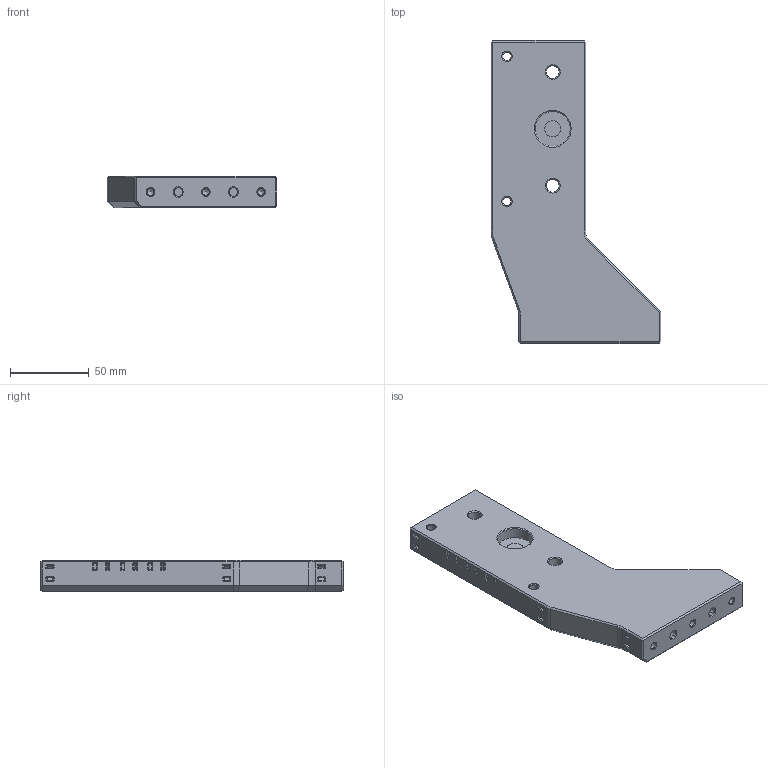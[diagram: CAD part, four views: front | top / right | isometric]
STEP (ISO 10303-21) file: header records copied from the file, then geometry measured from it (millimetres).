
FILE_DESCRIPTION(('FreeCAD Model'),'2;1');
FILE_NAME('Open CASCADE Shape Model','2024-06-11T12:25:44',(''),(''), 'Open CASCADE STEP processor 7.6','FreeCAD','Unknown');
FILE_SCHEMA(('AUTOMOTIVE_DESIGN { 1 0 10303 214 1 1 1 1 }'));
Length unit declared in the file: millimetre
Products named in the file (1): SidePanel_Right
Bounding box: 107.5 x 192 x 20 mm (x, y, z)
Volume: 244769 mm3; surface area: 40301 mm2
Topology: 1 solids, 1 shells, 280 faces, 651 edges, 380 vertices
Faces by surface type: plane 123, bspline 72, cylinder 34, cone 27, revolution 24
Full cylindrical faces by diameter (mm): 2.5 x2, 4.2 x3, 5.4 x2, 6.1 x2, 8.2 x2, 9 x1, 9.5 x2, 22.2 x1
Entity records: 10917 total; most frequent: CARTESIAN_POINT 5037, ORIENTED_EDGE 1296, DIRECTION 997, EDGE_CURVE 648, VERTEX_POINT 380, LINE 325, VECTOR 325, AXIS2_PLACEMENT_3D 324
